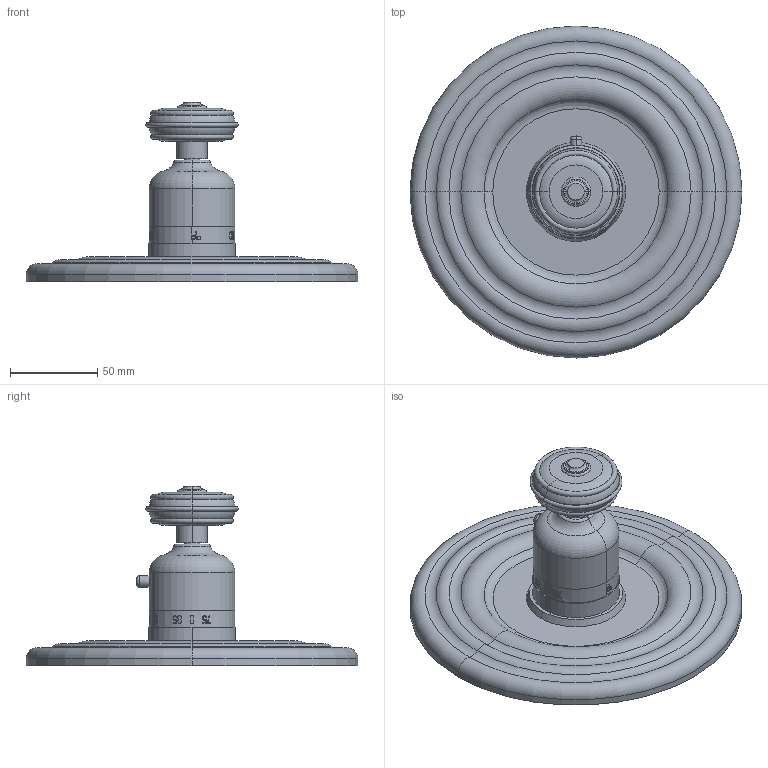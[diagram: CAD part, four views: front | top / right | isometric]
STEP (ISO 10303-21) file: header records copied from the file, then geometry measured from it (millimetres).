
FILE_DESCRIPTION((''),'2;1');
FILE_NAME('3-804TR','2020-12-04T13:58:12',('jinson.thomas'),(''),'CREO PARAMETRIC BY PTC INC, 2018400','CREO PARAMETRIC BY PTC INC, 2018400','');
FILE_SCHEMA(('CONFIG_CONTROL_DESIGN'));
Length unit declared in the file: inch
Products named in the file (1): 3-804TR
Bounding box: 190.5 x 190.5 x 102.76 mm (x, y, z)
Volume: 428822.7 mm3; surface area: 80069.6 mm2
Topology: 1 solids, 1 shells, 417 faces, 1126 edges, 739 vertices
Faces by surface type: plane 336, cylinder 39, torus 38, cone 2, sphere 2
Entity records: 13202 total; most frequent: CARTESIAN_POINT 3310, ORIENTED_EDGE 2248, DIRECTION 1768, EDGE_CURVE 1124, VERTEX_POINT 739, AXIS2_PLACEMENT_3D 655, VECTOR 458, LINE 458
